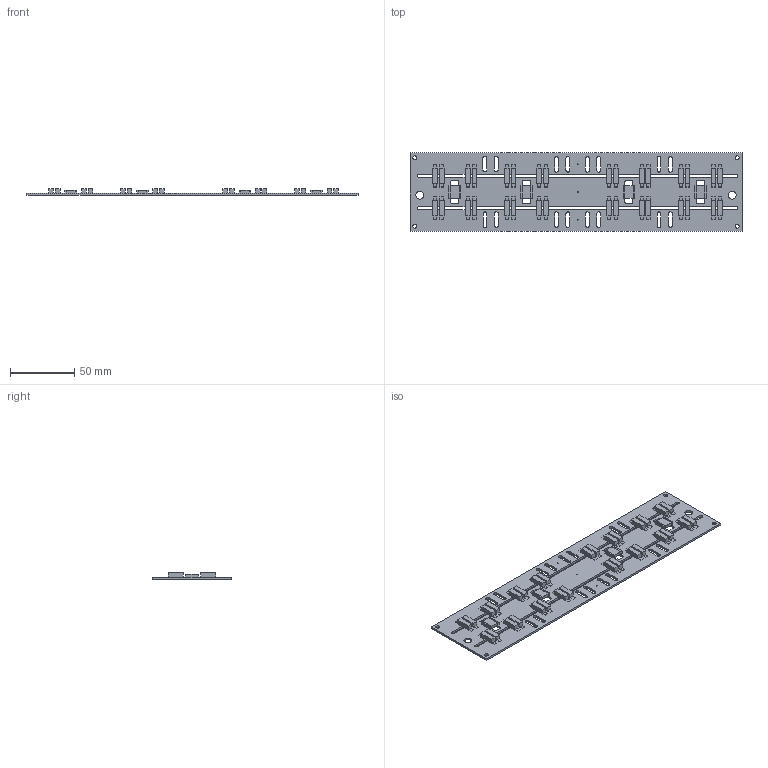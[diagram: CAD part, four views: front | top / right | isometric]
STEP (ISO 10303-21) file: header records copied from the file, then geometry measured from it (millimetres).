
FILE_DESCRIPTION(('KiCad electronic assembly'),'2;1');
FILE_NAME('multiplier-slu15mg.step','2024-10-04T15:14:07',('Pcbnew'),( 'Kicad'),'Open CASCADE STEP processor 7.6','KiCad to STEP converter' ,'Unknown');
FILE_SCHEMA(('AUTOMOTIVE_DESIGN { 1 0 10303 214 1 1 1 1 }'));
Length unit declared in the file: millimetre
Products named in the file (6): multiplier-slu15mg 1; slu15mg; C_3640_9110Metric; multiplier-slu15mg PCB
Assembly tree (39 placements, depth 3):
  multiplier-slu15mg 1
    slu15mg  x32
      slu15mg
    C_3640_9110Metric  x4
      C_3640_9110Metric
    multiplier-slu15mg PCB
Bounding box: 259.08 x 60.96 x 5.45 mm (x, y, z)
Volume: 28006.4 mm3; surface area: 39521.8 mm2
Topology: 37 solids, 37 shells, 1403 faces, 3963 edges, 2642 vertices
Faces by surface type: plane 1346, cylinder 57
Full cylindrical faces by diameter (mm): 0.7 x3, 3.2 x4, 6 x2
Entity records: 64081 total; most frequent: CARTESIAN_POINT 10752, DIRECTION 9755, LINE 7809, VECTOR 7809, ORIENTED_EDGE 5262, PCURVE 5262, DEFINITIONAL_REPRESENTATION 5262, EDGE_CURVE 2631
